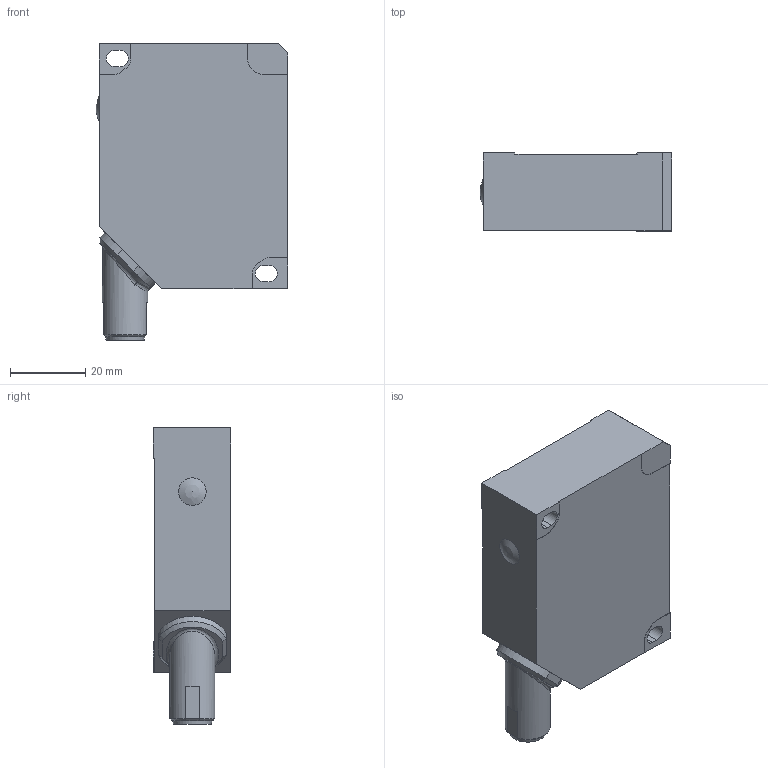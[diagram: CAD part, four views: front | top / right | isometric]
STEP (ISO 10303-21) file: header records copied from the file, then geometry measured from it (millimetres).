
FILE_DESCRIPTION(/* description */ (''),/* implementation_level */ '2;1');
FILE_NAME(/* name */ 'PT66A610.stp',/* time_stamp */ '2016-10-11T09:52:06+02:00',/* author */ ('mitarbeiter'),/* organization */ (''),/* preprocessor_version */ 'ST-DEVELOPER v15.2',/* originating_system */ 'Autodesk Inventor 2014',/* authorisation */ '');
FILE_SCHEMA (('AUTOMOTIVE_DESIGN { 1 0 10303 214 3 1 1 }'));
Length unit declared in the file: millimetre
Products named in the file (3): Steckerbody_1; Gehusebody_2; PT66A610
Bounding box: 50.88 x 20.6 x 78.73 mm (x, y, z)
Volume: 64725.5 mm3; surface area: 13327.9 mm2
Topology: 2 solids, 2 shells, 142 faces, 361 edges, 240 vertices
Faces by surface type: plane 79, cylinder 40, bspline 12, cone 6, torus 4, sphere 1
Full cylindrical faces by diameter (mm): 0.8 x8, 7.459 x1, 8.3 x1, 12 x1, 13.2 x1, 15.1 x1, 17.5 x1, 17.7 x1
Entity records: 5073 total; most frequent: CARTESIAN_POINT 1671, DIRECTION 698, ORIENTED_EDGE 666, EDGE_CURVE 333, AXIS2_PLACEMENT_3D 259, VERTEX_POINT 230, EDGE_LOOP 181, LINE 180
